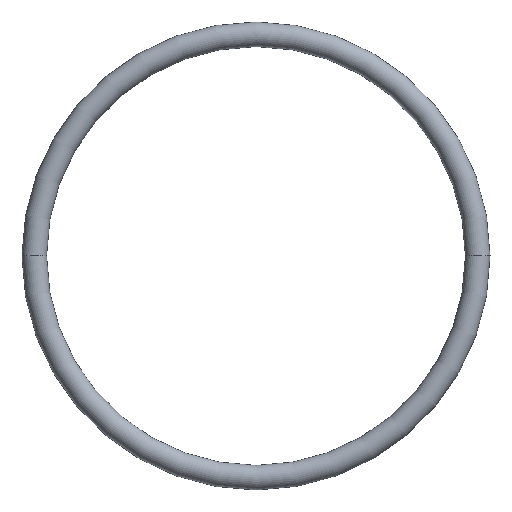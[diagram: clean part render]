
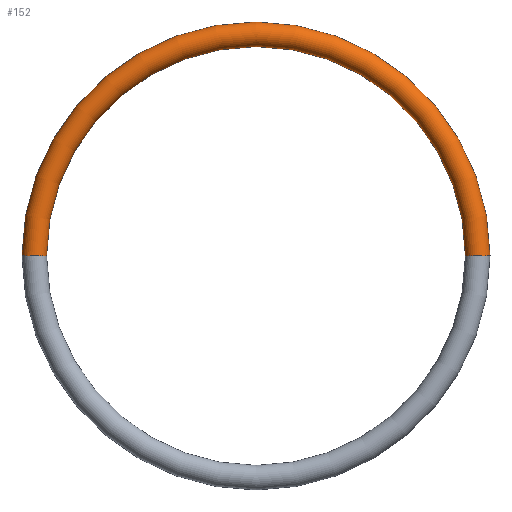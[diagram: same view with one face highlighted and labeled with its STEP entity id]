
A CAD part, top view. The second image highlights one B-rep face of the part: STEP entity #152.
In plain terms, the highlighted toroidal (fillet/blend) face has major radius 13.5 mm and minor radius 0.75 mm.
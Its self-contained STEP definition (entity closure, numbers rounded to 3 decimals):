
#4 = CARTESIAN_POINT ( 'NONE',  ( -12.75, 0., 0. ) ) ;
#8 = CIRCLE ( 'NONE', #104, 14.25 ) ;
#12 = ORIENTED_EDGE ( 'NONE', *, *, #133, .F. ) ;
#15 = AXIS2_PLACEMENT_3D ( 'NONE', #151, #184, #148 ) ;
#16 = CIRCLE ( 'NONE', #46, 0.75 ) ;
#20 = CARTESIAN_POINT ( 'NONE',  ( -14.25, 0., 0. ) ) ;
#25 = CIRCLE ( 'NONE', #113, 0.75 ) ;
#28 = EDGE_CURVE ( 'NONE', #45, #140, #16, .T. ) ;
#29 = VERTEX_POINT ( 'NONE', #4 ) ;
#39 = EDGE_CURVE ( 'NONE', #80, #140, #8, .T. ) ;
#45 = VERTEX_POINT ( 'NONE', #97 ) ;
#46 = AXIS2_PLACEMENT_3D ( 'NONE', #131, #165, #96 ) ;
#58 = ORIENTED_EDGE ( 'NONE', *, *, #39, .F. ) ;
#61 = CARTESIAN_POINT ( 'NONE',  ( 14.25, 0., 0. ) ) ;
#80 = VERTEX_POINT ( 'NONE', #20 ) ;
#83 = DIRECTION ( 'NONE',  ( 0., 0., -1. ) ) ;
#88 = ORIENTED_EDGE ( 'NONE', *, *, #28, .T. ) ;
#95 = CARTESIAN_POINT ( 'NONE',  ( 0., 0., 0. ) ) ;
#96 = DIRECTION ( 'NONE',  ( -1., 0., 0. ) ) ;
#97 = CARTESIAN_POINT ( 'NONE',  ( 12.75, 0., 0. ) ) ;
#100 = EDGE_CURVE ( 'NONE', #29, #45, #186, .T. ) ;
#104 = AXIS2_PLACEMENT_3D ( 'NONE', #95, #124, #166 ) ;
#113 = AXIS2_PLACEMENT_3D ( 'NONE', #164, #145, #83 ) ;
#117 = EDGE_LOOP ( 'NONE', ( #58, #12, #137, #88 ) ) ;
#124 = DIRECTION ( 'NONE',  ( 0., 0., -1. ) ) ;
#130 = FACE_OUTER_BOUND ( 'NONE', #117, .T. ) ;
#131 = CARTESIAN_POINT ( 'NONE',  ( 13.5, 0., 0. ) ) ;
#133 = EDGE_CURVE ( 'NONE', #29, #80, #25, .T. ) ;
#134 = DIRECTION ( 'NONE',  ( -1., 0., 0. ) ) ;
#137 = ORIENTED_EDGE ( 'NONE', *, *, #100, .T. ) ;
#138 = AXIS2_PLACEMENT_3D ( 'NONE', #147, #169, #134 ) ;
#140 = VERTEX_POINT ( 'NONE', #61 ) ;
#145 = DIRECTION ( 'NONE',  ( 0., -1., 0. ) ) ;
#147 = CARTESIAN_POINT ( 'NONE',  ( 0., 0., 0. ) ) ;
#148 = DIRECTION ( 'NONE',  ( -1., 0., 0. ) ) ;
#151 = CARTESIAN_POINT ( 'NONE',  ( 0., 0., 0. ) ) ;
#152 = ADVANCED_FACE ( 'NONE', ( #130 ), #171, .T. ) ;
#164 = CARTESIAN_POINT ( 'NONE',  ( -13.5, 0., 0. ) ) ;
#165 = DIRECTION ( 'NONE',  ( 0., 1., 0. ) ) ;
#166 = DIRECTION ( 'NONE',  ( -1., 0., 0. ) ) ;
#169 = DIRECTION ( 'NONE',  ( 0., 0., -1. ) ) ;
#171 = TOROIDAL_SURFACE ( 'NONE', #138, 13.5, 0.75 ) ;
#184 = DIRECTION ( 'NONE',  ( 0., 0., -1. ) ) ;
#186 = CIRCLE ( 'NONE', #15, 12.75 ) ;
